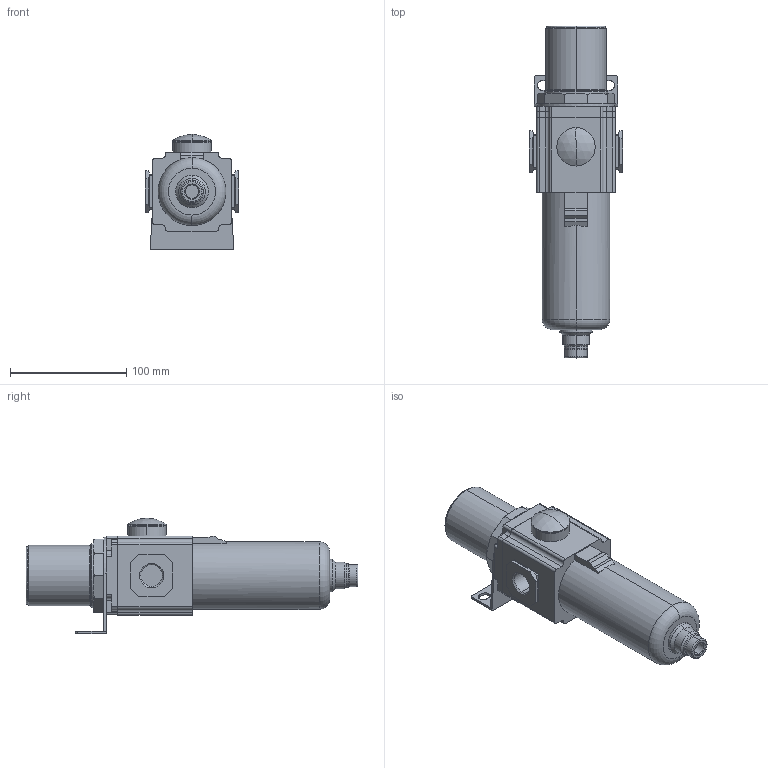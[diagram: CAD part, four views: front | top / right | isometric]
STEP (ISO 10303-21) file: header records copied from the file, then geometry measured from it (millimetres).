
FILE_DESCRIPTION (( 'STEP AP203' ), '1' );
FILE_NAME ('AFR2-4433-AN.step', '2020-04-16T19:59:41', ( '' ), ( '' ), 'SwSTEP 2.0', 'SolidWorks 2019', '' );
FILE_SCHEMA (( 'CONFIG_CONTROL_DESIGN' ));
Length unit declared in the file: millimetre
Products named in the file (1): AFR2-4433-AN
Bounding box: 80 x 285.5 x 99.28 mm (x, y, z)
Volume: 822071.8 mm3; surface area: 76004.3 mm2
Topology: 1 solids, 1 shells, 222 faces, 578 edges, 371 vertices
Faces by surface type: plane 119, cylinder 67, torus 18, cone 16, sphere 2
Entity records: 7219 total; most frequent: CARTESIAN_POINT 1600, DIRECTION 1166, ORIENTED_EDGE 1156, EDGE_CURVE 578, AXIS2_PLACEMENT_3D 397, LINE 372, VECTOR 372, VERTEX_POINT 371
